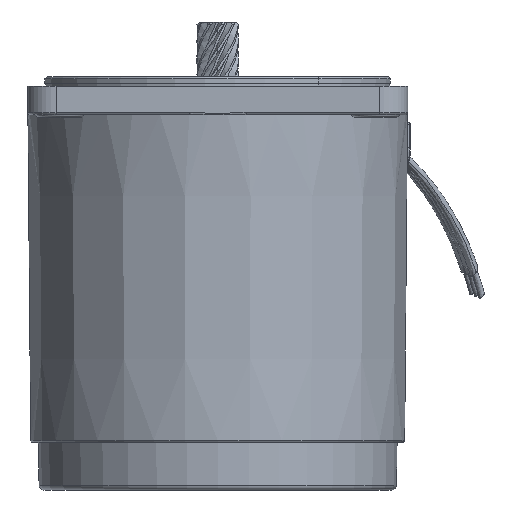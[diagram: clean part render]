
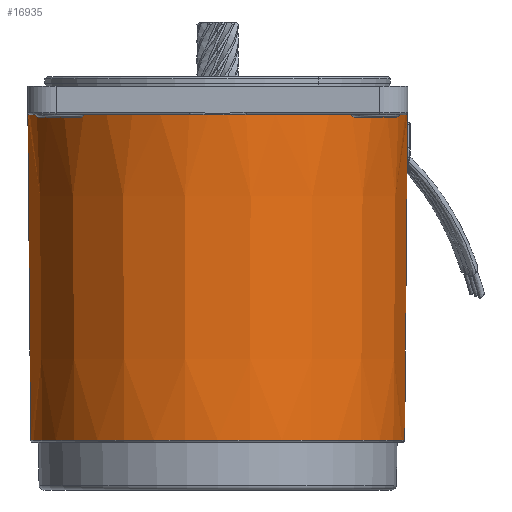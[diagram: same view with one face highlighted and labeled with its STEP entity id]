
A CAD part, left-side view. The second image highlights one B-rep face of the part: STEP entity #16935.
In plain terms, the highlighted conical face has half-angle 0.5 degrees and reference radius 39.35 mm.
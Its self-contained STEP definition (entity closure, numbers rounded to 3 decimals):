
#5008 = AXIS2_PLACEMENT_3D ( 'NONE', #5035, #5092, #5091 ) ;
#5015 = CARTESIAN_POINT ( 'NONE',  ( -39.35, 0., -74.504 ) ) ;
#5035 = CARTESIAN_POINT ( 'NONE',  ( 0., 0., -74.504 ) ) ;
#5040 = CIRCLE ( 'NONE', #5008, 39.35 ) ;
#5055 = CARTESIAN_POINT ( 'NONE',  ( 39.948, 0., -6. ) ) ;
#5063 = CARTESIAN_POINT ( 'NONE',  ( 39.35, 0., -74.504 ) ) ;
#5066 = DIRECTION ( 'NONE',  ( 1., 0., 0. ) ) ;
#5067 = DIRECTION ( 'NONE',  ( 0., 0., 1. ) ) ;
#5068 = CARTESIAN_POINT ( 'NONE',  ( 0., 0., -6. ) ) ;
#5069 = AXIS2_PLACEMENT_3D ( 'NONE', #5068, #5067, #5066 ) ;
#5071 = CIRCLE ( 'NONE', #5124, 39.948 ) ;
#5074 = CONICAL_SURFACE ( 'NONE', #5110, 39.35, 0.009 ) ;
#5075 = CIRCLE ( 'NONE', #5069, 39.948 ) ;
#5080 = CARTESIAN_POINT ( 'NONE',  ( 5.964, 39.5, -6. ) ) ;
#5085 = CARTESIAN_POINT ( 'NONE',  ( -39.948, 0., -6. ) ) ;
#5091 = DIRECTION ( 'NONE',  ( 1., 0., 0. ) ) ;
#5092 = DIRECTION ( 'NONE',  ( 0., 0., 1. ) ) ;
#5094 = CARTESIAN_POINT ( 'NONE',  ( -5.964, 39.5, -6. ) ) ;
#5097 = DIRECTION ( 'NONE',  ( 1., 0., 0. ) ) ;
#5098 = DIRECTION ( 'NONE',  ( 0., 0., 1. ) ) ;
#5099 = AXIS2_PLACEMENT_3D ( 'NONE', #5112, #5098, #5097 ) ;
#5104 = DIRECTION ( 'NONE',  ( 1., 0., 0. ) ) ;
#5106 = DIRECTION ( 'NONE',  ( 0., 0., 1. ) ) ;
#5108 = CARTESIAN_POINT ( 'NONE',  ( 0., 0., -74.504 ) ) ;
#5109 = FACE_OUTER_BOUND ( 'NONE', #16918, .T. ) ;
#5110 = AXIS2_PLACEMENT_3D ( 'NONE', #5108, #5106, #5104 ) ;
#5111 = CIRCLE ( 'NONE', #5099, 39.948 ) ;
#5112 = CARTESIAN_POINT ( 'NONE',  ( 0., 0., -6. ) ) ;
#5113 = DIRECTION ( 'NONE',  ( 1., 0., 0. ) ) ;
#5114 = DIRECTION ( 'NONE',  ( 0., 0., 1. ) ) ;
#5115 = CARTESIAN_POINT ( 'NONE',  ( 0., 0., -6. ) ) ;
#5116 = CARTESIAN_POINT ( 'NONE',  ( -39.5, 5.964, -6. ) ) ;
#5117 = DIRECTION ( 'NONE',  ( -0.009, 0., 1. ) ) ;
#5118 = VECTOR ( 'NONE', #5117, 1000. ) ;
#5119 = CARTESIAN_POINT ( 'NONE',  ( -39.35, 0., -74.504 ) ) ;
#5120 = LINE ( 'NONE', #5119, #5118 ) ;
#5121 = CARTESIAN_POINT ( 'NONE',  ( 39.5, 5.964, -6. ) ) ;
#5124 = AXIS2_PLACEMENT_3D ( 'NONE', #5115, #5114, #5113 ) ;
#5133 = DIRECTION ( 'NONE',  ( 1., 0., 0. ) ) ;
#5134 = DIRECTION ( 'NONE',  ( 0., 0., 1. ) ) ;
#5141 = CIRCLE ( 'NONE', #5146, 39.948 ) ;
#5142 = CARTESIAN_POINT ( 'NONE',  ( 0., 0., -6. ) ) ;
#5143 = DIRECTION ( 'NONE',  ( 1., 0., 0. ) ) ;
#5144 = DIRECTION ( 'NONE',  ( 0., 0., 1. ) ) ;
#5145 = CARTESIAN_POINT ( 'NONE',  ( 0., 0., -6. ) ) ;
#5146 = AXIS2_PLACEMENT_3D ( 'NONE', #5142, #5134, #5133 ) ;
#5148 = CIRCLE ( 'NONE', #5155, 39.948 ) ;
#5149 = DIRECTION ( 'NONE',  ( 0.009, 0., 1. ) ) ;
#5150 = VECTOR ( 'NONE', #5149, 1000. ) ;
#5151 = CARTESIAN_POINT ( 'NONE',  ( 39.35, 0., -74.504 ) ) ;
#5152 = LINE ( 'NONE', #5151, #5150 ) ;
#5155 = AXIS2_PLACEMENT_3D ( 'NONE', #5145, #5144, #5143 ) ;
#16896 = VERTEX_POINT ( 'NONE', #5015 ) ;
#16898 = VERTEX_POINT ( 'NONE', #5063 ) ;
#16906 = EDGE_CURVE ( 'NONE', #16898, #16896, #5040, .T. ) ;
#16910 = VERTEX_POINT ( 'NONE', #5094 ) ;
#16913 = VERTEX_POINT ( 'NONE', #5085 ) ;
#16914 = ORIENTED_EDGE ( 'NONE', *, *, #16936, .F. ) ;
#16915 = ORIENTED_EDGE ( 'NONE', *, *, #16947, .F. ) ;
#16916 = VERTEX_POINT ( 'NONE', #5055 ) ;
#16918 = EDGE_LOOP ( 'NONE', ( #16933, #16932, #16914, #16923, #16929, #16915, #16945, #16925 ) ) ;
#16923 = ORIENTED_EDGE ( 'NONE', *, *, #16928, .F. ) ;
#16924 = EDGE_CURVE ( 'NONE', #16927, #16910, #5075, .T. ) ;
#16925 = ORIENTED_EDGE ( 'NONE', *, *, #16940, .F. ) ;
#16927 = VERTEX_POINT ( 'NONE', #5080 ) ;
#16928 = EDGE_CURVE ( 'NONE', #16910, #16930, #5071, .T. ) ;
#16929 = ORIENTED_EDGE ( 'NONE', *, *, #16924, .F. ) ;
#16930 = VERTEX_POINT ( 'NONE', #5116 ) ;
#16931 = VERTEX_POINT ( 'NONE', #5121 ) ;
#16932 = ORIENTED_EDGE ( 'NONE', *, *, #16934, .T. ) ;
#16933 = ORIENTED_EDGE ( 'NONE', *, *, #16906, .T. ) ;
#16934 = EDGE_CURVE ( 'NONE', #16896, #16913, #5120, .T. ) ;
#16935 = ADVANCED_FACE ( 'NONE', ( #5109 ), #5074, .T. ) ;
#16936 = EDGE_CURVE ( 'NONE', #16930, #16913, #5111, .T. ) ;
#16940 = EDGE_CURVE ( 'NONE', #16898, #16916, #5152, .T. ) ;
#16943 = EDGE_CURVE ( 'NONE', #16916, #16931, #5148, .T. ) ;
#16945 = ORIENTED_EDGE ( 'NONE', *, *, #16943, .F. ) ;
#16947 = EDGE_CURVE ( 'NONE', #16931, #16927, #5141, .T. ) ;
